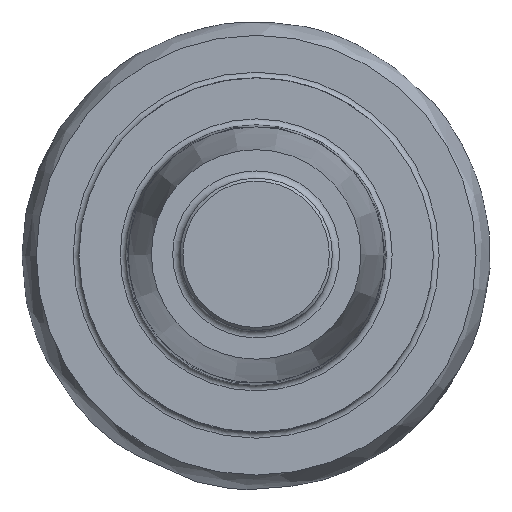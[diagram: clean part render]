
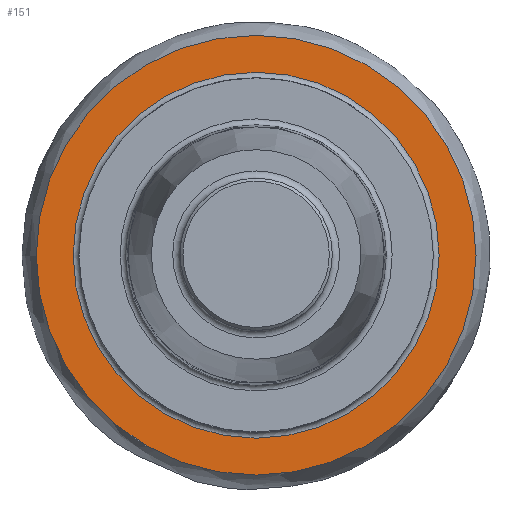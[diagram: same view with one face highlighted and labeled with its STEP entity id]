
A CAD part, top view. The second image highlights one B-rep face of the part: STEP entity #151.
In plain terms, the highlighted planar face has unit normal (0, 0, 1).
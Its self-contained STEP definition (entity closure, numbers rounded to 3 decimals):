
#128=PLANE('',#582);
#151=ADVANCED_FACE('',(#187,#188),#128,.F.);
#187=FACE_BOUND('',#233,.T.);
#188=FACE_BOUND('',#234,.T.);
#233=EDGE_LOOP('',(#348));
#234=EDGE_LOOP('',(#349));
#348=ORIENTED_EDGE('',*,*,#431,.T.);
#349=ORIENTED_EDGE('',*,*,#432,.F.);
#389=VERTEX_POINT('',#958);
#390=VERTEX_POINT('',#960);
#431=EDGE_CURVE('',#389,#389,#452,.T.);
#432=EDGE_CURVE('',#390,#390,#453,.T.);
#452=CIRCLE('',#580,12.5);
#453=CIRCLE('',#581,15.02);
#580=AXIS2_PLACEMENT_3D('',#957,#693,#694);
#581=AXIS2_PLACEMENT_3D('',#959,#695,#696);
#582=AXIS2_PLACEMENT_3D('',#961,#697,#698);
#693=DIRECTION('',(0.,0.,-1.));
#694=DIRECTION('',(0.,1.,0.));
#695=DIRECTION('',(0.,0.,-1.));
#696=DIRECTION('',(0.,-1.,0.));
#697=DIRECTION('',(0.,0.,-1.));
#698=DIRECTION('',(0.,-1.,0.));
#957=CARTESIAN_POINT('',(0.,0.,-10.9));
#958=CARTESIAN_POINT('',(0.,12.5,-10.9));
#959=CARTESIAN_POINT('',(0.,0.,-10.9));
#960=CARTESIAN_POINT('',(0.,-15.02,-10.9));
#961=CARTESIAN_POINT('',(-25.,0.,-10.9));
